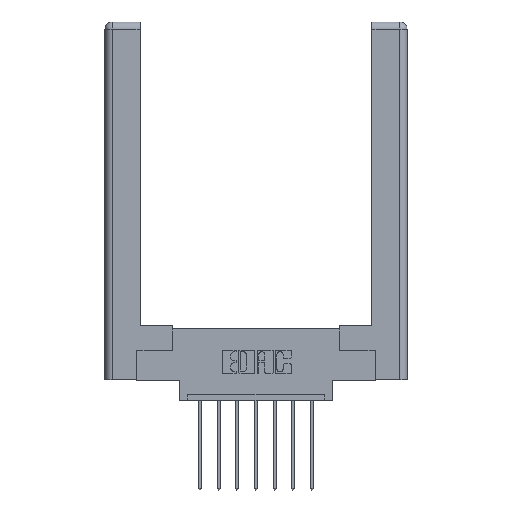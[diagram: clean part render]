
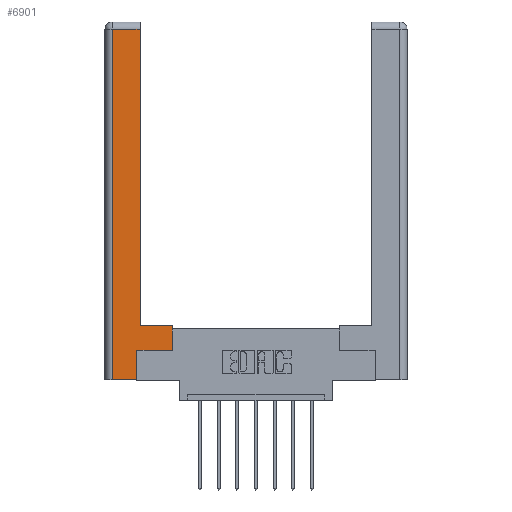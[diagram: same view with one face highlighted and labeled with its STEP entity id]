
A CAD part, top view. The second image highlights one B-rep face of the part: STEP entity #6901.
In plain terms, the highlighted planar face has unit normal (0, 0, 1).
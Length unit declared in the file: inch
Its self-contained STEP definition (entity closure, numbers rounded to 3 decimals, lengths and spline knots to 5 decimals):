
#8 = EDGE_LOOP ( 'NONE', ( #11018, #2516, #12038, #7480, #6783, #4107, #3740, #304 ) ) ;
#92 = LINE ( 'NONE', #2335, #11330 ) ;
#265 = CARTESIAN_POINT ( 'NONE',  ( 0.295, 0.45, 0. ) ) ;
#273 = DIRECTION ( 'NONE',  ( -1., 0., 0. ) ) ;
#304 = ORIENTED_EDGE ( 'NONE', *, *, #1545, .T. ) ;
#347 = DIRECTION ( 'NONE',  ( 0., 0., -1. ) ) ;
#386 = VERTEX_POINT ( 'NONE', #4049 ) ;
#1051 = FACE_OUTER_BOUND ( 'NONE', #8, .T. ) ;
#1090 = AXIS2_PLACEMENT_3D ( 'NONE', #6404, #347, #273 ) ;
#1403 = DIRECTION ( 'NONE',  ( 0., 1., 0. ) ) ;
#1545 = EDGE_CURVE ( 'NONE', #11752, #10304, #8647, .T. ) ;
#1676 = DIRECTION ( 'NONE',  ( 0., 1., 0. ) ) ;
#1816 = CARTESIAN_POINT ( 'NONE',  ( 0.265, 0., 0. ) ) ;
#2089 = DIRECTION ( 'NONE',  ( -1., 0., 0. ) ) ;
#2221 = VERTEX_POINT ( 'NONE', #10359 ) ;
#2335 = CARTESIAN_POINT ( 'NONE',  ( 0.265, 0.245, 0. ) ) ;
#2516 = ORIENTED_EDGE ( 'NONE', *, *, #9552, .T. ) ;
#2862 = VECTOR ( 'NONE', #5346, 39.37008 ) ;
#2913 = CARTESIAN_POINT ( 'NONE',  ( 0.565, 0.245, 0. ) ) ;
#3372 = LINE ( 'NONE', #7604, #5808 ) ;
#3668 = VECTOR ( 'NONE', #5003, 39.37008 ) ;
#3740 = ORIENTED_EDGE ( 'NONE', *, *, #5794, .T. ) ;
#3773 = CARTESIAN_POINT ( 'NONE',  ( 0.565, 0.245, 0. ) ) ;
#4049 = CARTESIAN_POINT ( 'NONE',  ( 0.0615, 2.94, 0. ) ) ;
#4107 = ORIENTED_EDGE ( 'NONE', *, *, #6263, .T. ) ;
#4153 = EDGE_CURVE ( 'NONE', #2221, #4263, #92, .T. ) ;
#4263 = VERTEX_POINT ( 'NONE', #4772 ) ;
#4772 = CARTESIAN_POINT ( 'NONE',  ( 0.265, 0.245, 0. ) ) ;
#4949 = VERTEX_POINT ( 'NONE', #9152 ) ;
#5003 = DIRECTION ( 'NONE',  ( 1., 0., 0. ) ) ;
#5040 = VECTOR ( 'NONE', #6348, 39.37008 ) ;
#5346 = DIRECTION ( 'NONE',  ( -1., 0., 0. ) ) ;
#5373 = LINE ( 'NONE', #11191, #5040 ) ;
#5794 = EDGE_CURVE ( 'NONE', #10327, #11752, #3372, .T. ) ;
#5808 = VECTOR ( 'NONE', #1676, 39.37008 ) ;
#6263 = EDGE_CURVE ( 'NONE', #4263, #10327, #12151, .T. ) ;
#6348 = DIRECTION ( 'NONE',  ( 0., -1., 0. ) ) ;
#6404 = CARTESIAN_POINT ( 'NONE',  ( 0., 0., 0. ) ) ;
#6783 = ORIENTED_EDGE ( 'NONE', *, *, #4153, .T. ) ;
#6901 = ADVANCED_FACE ( 'NONE', ( #1051 ), #7446, .F. ) ;
#7446 = PLANE ( 'NONE',  #1090 ) ;
#7480 = ORIENTED_EDGE ( 'NONE', *, *, #9924, .T. ) ;
#7581 = VECTOR ( 'NONE', #2089, 39.37008 ) ;
#7604 = CARTESIAN_POINT ( 'NONE',  ( 0.565, 0.45, 0. ) ) ;
#7668 = VERTEX_POINT ( 'NONE', #8382 ) ;
#8282 = EDGE_CURVE ( 'NONE', #10304, #7668, #9512, .T. ) ;
#8329 = CARTESIAN_POINT ( 'NONE',  ( 0.295, 3., 0. ) ) ;
#8382 = CARTESIAN_POINT ( 'NONE',  ( 0.295, 2.94, 0. ) ) ;
#8588 = VECTOR ( 'NONE', #12516, 39.37008 ) ;
#8647 = LINE ( 'NONE', #265, #7581 ) ;
#9152 = CARTESIAN_POINT ( 'NONE',  ( 0.0615, 0., 0. ) ) ;
#9512 = LINE ( 'NONE', #8329, #11022 ) ;
#9552 = EDGE_CURVE ( 'NONE', #7668, #386, #11523, .T. ) ;
#9924 = EDGE_CURVE ( 'NONE', #4949, #2221, #11627, .T. ) ;
#10190 = CARTESIAN_POINT ( 'NONE',  ( 0.0615, 2.94, 0. ) ) ;
#10304 = VERTEX_POINT ( 'NONE', #12528 ) ;
#10327 = VERTEX_POINT ( 'NONE', #2913 ) ;
#10359 = CARTESIAN_POINT ( 'NONE',  ( 0.265, 0., 0. ) ) ;
#10489 = CARTESIAN_POINT ( 'NONE',  ( 0.565, 0.45, 0. ) ) ;
#11018 = ORIENTED_EDGE ( 'NONE', *, *, #8282, .T. ) ;
#11022 = VECTOR ( 'NONE', #11447, 39.37008 ) ;
#11191 = CARTESIAN_POINT ( 'NONE',  ( 0.0615, 0., 0. ) ) ;
#11211 = EDGE_CURVE ( 'NONE', #386, #4949, #5373, .T. ) ;
#11330 = VECTOR ( 'NONE', #1403, 39.37008 ) ;
#11447 = DIRECTION ( 'NONE',  ( 0., 1., 0. ) ) ;
#11523 = LINE ( 'NONE', #10190, #2862 ) ;
#11627 = LINE ( 'NONE', #1816, #8588 ) ;
#11752 = VERTEX_POINT ( 'NONE', #10489 ) ;
#12038 = ORIENTED_EDGE ( 'NONE', *, *, #11211, .T. ) ;
#12151 = LINE ( 'NONE', #3773, #3668 ) ;
#12516 = DIRECTION ( 'NONE',  ( 1., 0., 0. ) ) ;
#12528 = CARTESIAN_POINT ( 'NONE',  ( 0.295, 0.45, 0. ) ) ;
